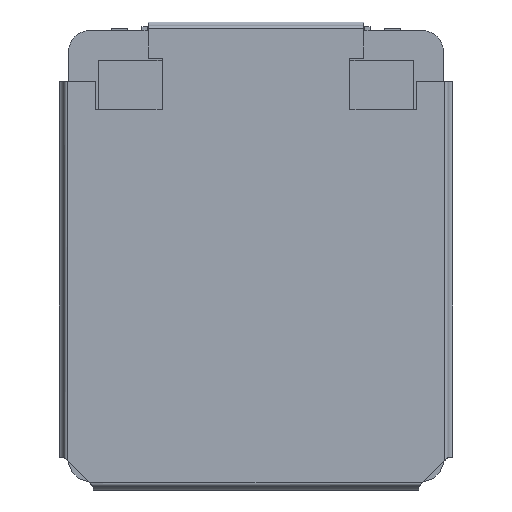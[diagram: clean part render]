
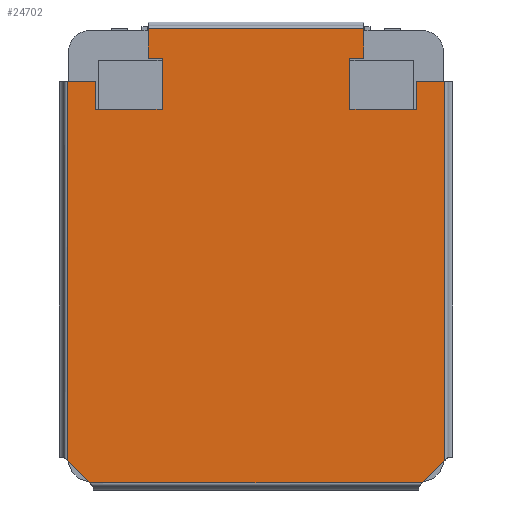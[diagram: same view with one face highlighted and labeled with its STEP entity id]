
A CAD part, top view. The second image highlights one B-rep face of the part: STEP entity #24702.
In plain terms, the highlighted planar face has unit normal (0, 0, 1).
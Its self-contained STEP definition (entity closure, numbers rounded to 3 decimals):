
#103 = CARTESIAN_POINT ( 'NONE',  ( 8.05, 12.55, 6.3 ) ) ;
#176 = CARTESIAN_POINT ( 'NONE',  ( -13.75, 12.55, 6.3 ) ) ;
#307 = VERTEX_POINT ( 'NONE', #28309 ) ;
#632 = CARTESIAN_POINT ( 'NONE',  ( -9.25, 16.95, 6.3 ) ) ;
#749 = CARTESIAN_POINT ( 'NONE',  ( -16.15, -17.55, 6.3 ) ) ;
#1159 = ORIENTED_EDGE ( 'NONE', *, *, #24596, .T. ) ;
#1248 = DIRECTION ( 'NONE',  ( 0.707, -0.707, 0. ) ) ;
#1385 = LINE ( 'NONE', #32307, #26548 ) ;
#1485 = CARTESIAN_POINT ( 'NONE',  ( -16.45, -17.25, 6.3 ) ) ;
#2084 = CARTESIAN_POINT ( 'NONE',  ( -9.25, 19.75, 6.3 ) ) ;
#2128 = DIRECTION ( 'NONE',  ( 0., -1., 0. ) ) ;
#2235 = CARTESIAN_POINT ( 'NONE',  ( -9.25, 16.95, 6.3 ) ) ;
#2297 = CARTESIAN_POINT ( 'NONE',  ( -13.75, 14.95, 6.3 ) ) ;
#2411 = ORIENTED_EDGE ( 'NONE', *, *, #21365, .T. ) ;
#2536 = DIRECTION ( 'NONE',  ( -1., 0., 0. ) ) ;
#2707 = LINE ( 'NONE', #26963, #18941 ) ;
#2824 = CARTESIAN_POINT ( 'NONE',  ( 13.75, 14.95, 6.3 ) ) ;
#2872 = EDGE_CURVE ( 'NONE', #35779, #13665, #6400, .T. ) ;
#2999 = VERTEX_POINT ( 'NONE', #27448 ) ;
#3070 = DIRECTION ( 'NONE',  ( 0., 1., 0. ) ) ;
#3225 = VERTEX_POINT ( 'NONE', #749 ) ;
#3631 = FACE_OUTER_BOUND ( 'NONE', #8178, .T. ) ;
#3633 = VERTEX_POINT ( 'NONE', #22757 ) ;
#3800 = EDGE_CURVE ( 'NONE', #34059, #2999, #14045, .T. ) ;
#4076 = DIRECTION ( 'NONE',  ( 1., 0., 0. ) ) ;
#4077 = VERTEX_POINT ( 'NONE', #10743 ) ;
#4119 = EDGE_CURVE ( 'NONE', #28579, #34059, #7667, .T. ) ;
#4241 = AXIS2_PLACEMENT_3D ( 'NONE', #19654, #25388, #34064 ) ;
#4752 = EDGE_CURVE ( 'NONE', #4077, #8776, #37173, .T. ) ;
#5186 = CARTESIAN_POINT ( 'NONE',  ( -16.15, 14.95, 6.3 ) ) ;
#5565 = VERTEX_POINT ( 'NONE', #32710 ) ;
#5613 = ORIENTED_EDGE ( 'NONE', *, *, #24698, .T. ) ;
#5992 = VECTOR ( 'NONE', #23139, 1000. ) ;
#6137 = CARTESIAN_POINT ( 'NONE',  ( -8.05, 12.55, 6.3 ) ) ;
#6211 = CARTESIAN_POINT ( 'NONE',  ( -9.25, 19.45, 6.3 ) ) ;
#6313 = VECTOR ( 'NONE', #16681, 1000. ) ;
#6400 = LINE ( 'NONE', #176, #32069 ) ;
#6662 = DIRECTION ( 'NONE',  ( 0.707, 0.707, 0. ) ) ;
#7120 = VECTOR ( 'NONE', #33649, 1000. ) ;
#7486 = CARTESIAN_POINT ( 'NONE',  ( 13.75, 12.55, 6.3 ) ) ;
#7667 = LINE ( 'NONE', #16191, #6313 ) ;
#7968 = ORIENTED_EDGE ( 'NONE', *, *, #4119, .T. ) ;
#8178 = EDGE_LOOP ( 'NONE', ( #1159, #2411, #34204, #35142, #30428, #28089, #25066, #5613, #28941, #34939, #34677, #35184, #32378, #13240, #22055, #7968, #8996, #28494 ) ) ;
#8227 = CARTESIAN_POINT ( 'NONE',  ( 9.25, 19.75, 6.3 ) ) ;
#8776 = VERTEX_POINT ( 'NONE', #6137 ) ;
#8996 = ORIENTED_EDGE ( 'NONE', *, *, #3800, .T. ) ;
#9205 = LINE ( 'NONE', #19377, #26290 ) ;
#9691 = DIRECTION ( 'NONE',  ( -1., 0., 0. ) ) ;
#9993 = LINE ( 'NONE', #24023, #31603 ) ;
#10743 = CARTESIAN_POINT ( 'NONE',  ( -8.05, 16.95, 6.3 ) ) ;
#10908 = LINE ( 'NONE', #2084, #19912 ) ;
#11049 = LINE ( 'NONE', #33481, #33103 ) ;
#11613 = VERTEX_POINT ( 'NONE', #2824 ) ;
#11963 = EDGE_CURVE ( 'NONE', #5565, #19951, #11049, .T. ) ;
#12158 = VERTEX_POINT ( 'NONE', #632 ) ;
#12623 = EDGE_CURVE ( 'NONE', #22882, #3225, #9205, .T. ) ;
#12866 = CARTESIAN_POINT ( 'NONE',  ( -13.75, 14.95, 6.3 ) ) ;
#13240 = ORIENTED_EDGE ( 'NONE', *, *, #27863, .T. ) ;
#13344 = EDGE_CURVE ( 'NONE', #31555, #12158, #10908, .T. ) ;
#13665 = VERTEX_POINT ( 'NONE', #12866 ) ;
#14045 = LINE ( 'NONE', #14326, #30679 ) ;
#14326 = CARTESIAN_POINT ( 'NONE',  ( 8.05, 16.95, 6.3 ) ) ;
#16191 = CARTESIAN_POINT ( 'NONE',  ( 8.05, 12.55, 6.3 ) ) ;
#16239 = LINE ( 'NONE', #8227, #18046 ) ;
#16261 = CARTESIAN_POINT ( 'NONE',  ( -13.75, 12.55, 6.3 ) ) ;
#16654 = DIRECTION ( 'NONE',  ( 0., 1., 0. ) ) ;
#16681 = DIRECTION ( 'NONE',  ( -1., 0., 0. ) ) ;
#16757 = PLANE ( 'NONE',  #4241 ) ;
#17058 = DIRECTION ( 'NONE',  ( 0., 1., 0. ) ) ;
#17386 = DIRECTION ( 'NONE',  ( 0., -1., 0. ) ) ;
#17405 = VERTEX_POINT ( 'NONE', #32380 ) ;
#18046 = VECTOR ( 'NONE', #17058, 1000. ) ;
#18768 = CARTESIAN_POINT ( 'NONE',  ( 14.25, -19.45, 6.3 ) ) ;
#18900 = EDGE_CURVE ( 'NONE', #12158, #4077, #22020, .T. ) ;
#18941 = VECTOR ( 'NONE', #4076, 1000. ) ;
#19377 = CARTESIAN_POINT ( 'NONE',  ( -16.15, 0., 6.3 ) ) ;
#19500 = CARTESIAN_POINT ( 'NONE',  ( 16.15, 14.95, 6.3 ) ) ;
#19654 = CARTESIAN_POINT ( 'NONE',  ( 0., 0., 6.3 ) ) ;
#19675 = VERTEX_POINT ( 'NONE', #18768 ) ;
#19768 = LINE ( 'NONE', #24512, #34544 ) ;
#19912 = VECTOR ( 'NONE', #23319, 1000. ) ;
#19951 = VERTEX_POINT ( 'NONE', #19500 ) ;
#20698 = DIRECTION ( 'NONE',  ( 0., 1., 0. ) ) ;
#20713 = LINE ( 'NONE', #2297, #23423 ) ;
#20983 = DIRECTION ( 'NONE',  ( 1., 0., 0. ) ) ;
#21365 = EDGE_CURVE ( 'NONE', #17405, #31555, #9993, .T. ) ;
#22020 = LINE ( 'NONE', #2235, #7120 ) ;
#22055 = ORIENTED_EDGE ( 'NONE', *, *, #34001, .T. ) ;
#22245 = LINE ( 'NONE', #28308, #5992 ) ;
#22671 = CARTESIAN_POINT ( 'NONE',  ( -8.05, 16.95, 6.3 ) ) ;
#22757 = CARTESIAN_POINT ( 'NONE',  ( -14.25, -19.45, 6.3 ) ) ;
#22882 = VERTEX_POINT ( 'NONE', #5186 ) ;
#23139 = DIRECTION ( 'NONE',  ( 0., -1., 0. ) ) ;
#23319 = DIRECTION ( 'NONE',  ( 0., -1., 0. ) ) ;
#23423 = VECTOR ( 'NONE', #2536, 1000. ) ;
#23706 = VECTOR ( 'NONE', #20983, 1000. ) ;
#24007 = LINE ( 'NONE', #1485, #31189 ) ;
#24023 = CARTESIAN_POINT ( 'NONE',  ( 0., 19.45, 6.3 ) ) ;
#24247 = DIRECTION ( 'NONE',  ( -1., 0., 0. ) ) ;
#24393 = DIRECTION ( 'NONE',  ( -1., 0., 0. ) ) ;
#24512 = CARTESIAN_POINT ( 'NONE',  ( -8.05, 12.55, 6.3 ) ) ;
#24596 = EDGE_CURVE ( 'NONE', #307, #17405, #16239, .T. ) ;
#24698 = EDGE_CURVE ( 'NONE', #13665, #22882, #20713, .T. ) ;
#24702 = ADVANCED_FACE ( 'NONE', ( #3631 ), #16757, .F. ) ;
#24911 = EDGE_CURVE ( 'NONE', #19675, #5565, #1385, .T. ) ;
#25066 = ORIENTED_EDGE ( 'NONE', *, *, #2872, .T. ) ;
#25127 = VECTOR ( 'NONE', #24247, 1000. ) ;
#25388 = DIRECTION ( 'NONE',  ( 0., 0., -1. ) ) ;
#26290 = VECTOR ( 'NONE', #2128, 1000. ) ;
#26440 = VECTOR ( 'NONE', #17386, 1000. ) ;
#26548 = VECTOR ( 'NONE', #6662, 1000. ) ;
#26963 = CARTESIAN_POINT ( 'NONE',  ( 9.25, 16.95, 6.3 ) ) ;
#27409 = LINE ( 'NONE', #36021, #25127 ) ;
#27448 = CARTESIAN_POINT ( 'NONE',  ( 8.05, 16.95, 6.3 ) ) ;
#27863 = EDGE_CURVE ( 'NONE', #19951, #11613, #27409, .T. ) ;
#28089 = ORIENTED_EDGE ( 'NONE', *, *, #30659, .T. ) ;
#28308 = CARTESIAN_POINT ( 'NONE',  ( 13.75, 12.55, 6.3 ) ) ;
#28309 = CARTESIAN_POINT ( 'NONE',  ( 9.25, 16.95, 6.3 ) ) ;
#28494 = ORIENTED_EDGE ( 'NONE', *, *, #34909, .T. ) ;
#28579 = VERTEX_POINT ( 'NONE', #7486 ) ;
#28691 = LINE ( 'NONE', #35018, #23706 ) ;
#28941 = ORIENTED_EDGE ( 'NONE', *, *, #12623, .T. ) ;
#30428 = ORIENTED_EDGE ( 'NONE', *, *, #4752, .T. ) ;
#30659 = EDGE_CURVE ( 'NONE', #8776, #35779, #19768, .T. ) ;
#30679 = VECTOR ( 'NONE', #20698, 1000. ) ;
#30997 = EDGE_CURVE ( 'NONE', #3633, #19675, #28691, .T. ) ;
#31189 = VECTOR ( 'NONE', #1248, 1000. ) ;
#31555 = VERTEX_POINT ( 'NONE', #6211 ) ;
#31603 = VECTOR ( 'NONE', #9691, 1000. ) ;
#32069 = VECTOR ( 'NONE', #3070, 1000. ) ;
#32307 = CARTESIAN_POINT ( 'NONE',  ( 16.45, -17.25, 6.3 ) ) ;
#32378 = ORIENTED_EDGE ( 'NONE', *, *, #11963, .T. ) ;
#32380 = CARTESIAN_POINT ( 'NONE',  ( 9.25, 19.45, 6.3 ) ) ;
#32710 = CARTESIAN_POINT ( 'NONE',  ( 16.15, -17.55, 6.3 ) ) ;
#33103 = VECTOR ( 'NONE', #16654, 1000. ) ;
#33481 = CARTESIAN_POINT ( 'NONE',  ( 16.15, 0., 6.3 ) ) ;
#33649 = DIRECTION ( 'NONE',  ( 1., 0., 0. ) ) ;
#34001 = EDGE_CURVE ( 'NONE', #11613, #28579, #22245, .T. ) ;
#34059 = VERTEX_POINT ( 'NONE', #103 ) ;
#34064 = DIRECTION ( 'NONE',  ( -1., 0., 0. ) ) ;
#34204 = ORIENTED_EDGE ( 'NONE', *, *, #13344, .T. ) ;
#34544 = VECTOR ( 'NONE', #24393, 1000. ) ;
#34677 = ORIENTED_EDGE ( 'NONE', *, *, #30997, .T. ) ;
#34909 = EDGE_CURVE ( 'NONE', #2999, #307, #2707, .T. ) ;
#34939 = ORIENTED_EDGE ( 'NONE', *, *, #36166, .T. ) ;
#35018 = CARTESIAN_POINT ( 'NONE',  ( 0., -19.45, 6.3 ) ) ;
#35142 = ORIENTED_EDGE ( 'NONE', *, *, #18900, .T. ) ;
#35184 = ORIENTED_EDGE ( 'NONE', *, *, #24911, .T. ) ;
#35779 = VERTEX_POINT ( 'NONE', #16261 ) ;
#36021 = CARTESIAN_POINT ( 'NONE',  ( 13.75, 14.95, 6.3 ) ) ;
#36166 = EDGE_CURVE ( 'NONE', #3225, #3633, #24007, .T. ) ;
#37173 = LINE ( 'NONE', #22671, #26440 ) ;
